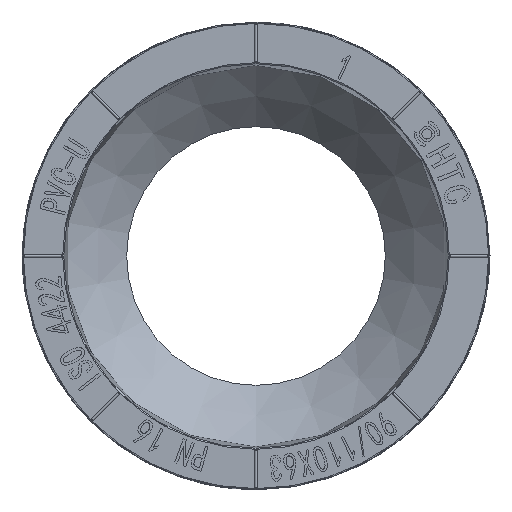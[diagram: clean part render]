
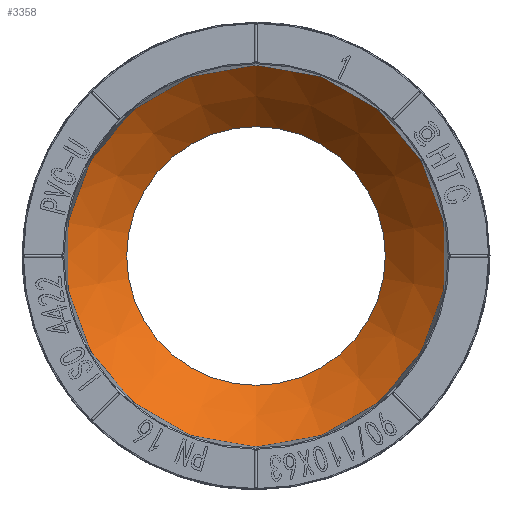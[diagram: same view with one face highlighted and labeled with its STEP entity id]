
A CAD part, front view. The second image highlights one B-rep face of the part: STEP entity #3358.
In plain terms, the highlighted conical face has half-angle 44.802 degrees and reference radius 44.85 mm.
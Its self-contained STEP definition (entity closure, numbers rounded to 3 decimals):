
#66=CONICAL_SURFACE('',#26360,44.85,44.802);
#204=FACE_BOUND('',#7463,.T.);
#205=FACE_BOUND('',#7464,.T.);
#2889=CIRCLE('',#26357,30.45);
#2890=CIRCLE('',#26359,44.85);
#3358=ADVANCED_FACE('',(#204,#205),#66,.F.);
#7463=EDGE_LOOP('',(#10108));
#7464=EDGE_LOOP('',(#10109));
#10108=ORIENTED_EDGE('',*,*,#20248,.T.);
#10109=ORIENTED_EDGE('',*,*,#20247,.F.);
#17288=VERTEX_POINT('',#36431);
#17289=VERTEX_POINT('',#36434);
#20247=EDGE_CURVE('',#17288,#17288,#2889,.T.);
#20248=EDGE_CURVE('',#17289,#17289,#2890,.T.);
#26357=AXIS2_PLACEMENT_3D('',#36430,#28634,#28635);
#26359=AXIS2_PLACEMENT_3D('',#36433,#28638,#28639);
#26360=AXIS2_PLACEMENT_3D('',#36435,#28640,#28641);
#28634=DIRECTION('',(0.,-1.,0.));
#28635=DIRECTION('',(0.,0.,-1.));
#28638=DIRECTION('',(0.,-1.,0.));
#28639=DIRECTION('',(0.,0.,-1.));
#28640=DIRECTION('',(0.,-1.,0.));
#28641=DIRECTION('',(0.,0.,-1.));
#36430=CARTESIAN_POINT('',(7154.142,362.311,0.));
#36431=CARTESIAN_POINT('',(7154.142,362.311,-30.45));
#36433=CARTESIAN_POINT('',(7154.142,347.811,0.));
#36434=CARTESIAN_POINT('',(7154.142,347.811,-44.85));
#36435=CARTESIAN_POINT('',(7154.142,347.811,0.));
